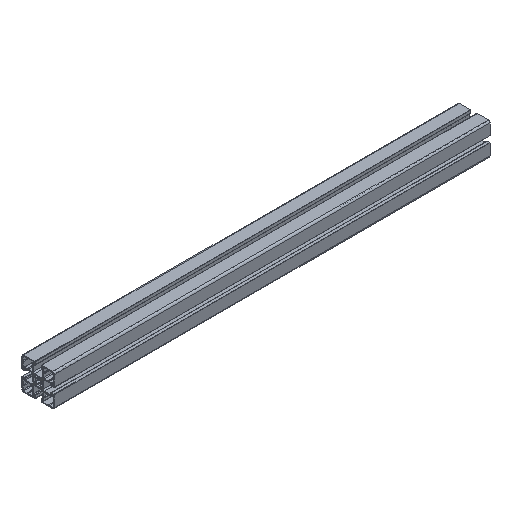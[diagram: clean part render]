
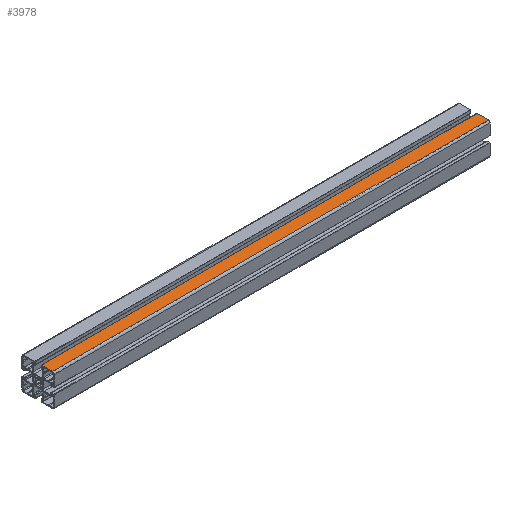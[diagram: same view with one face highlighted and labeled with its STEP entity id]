
A CAD part, isometric view. The second image highlights one B-rep face of the part: STEP entity #3978.
In plain terms, the highlighted planar face has unit normal (0, 0, 1).
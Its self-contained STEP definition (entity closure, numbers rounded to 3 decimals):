
#86=PLANE('',#4318);
#260=FACE_OUTER_BOUND('',#462,.T.);
#462=EDGE_LOOP('',(#3066,#3067,#3068,#3069));
#794=LINE('',#6418,#1202);
#795=LINE('',#6420,#1203);
#796=LINE('',#6422,#1204);
#797=LINE('',#6423,#1205);
#1202=VECTOR('',#5228,1.);
#1203=VECTOR('',#5229,1.);
#1204=VECTOR('',#5230,1.);
#1205=VECTOR('',#5231,1.);
#1810=VERTEX_POINT('',#6416);
#1811=VERTEX_POINT('',#6417);
#1812=VERTEX_POINT('',#6419);
#1813=VERTEX_POINT('',#6421);
#2338=EDGE_CURVE('',#1810,#1811,#794,.T.);
#2339=EDGE_CURVE('',#1811,#1812,#795,.T.);
#2340=EDGE_CURVE('',#1813,#1812,#796,.T.);
#2341=EDGE_CURVE('',#1810,#1813,#797,.T.);
#3066=ORIENTED_EDGE('',*,*,#2338,.T.);
#3067=ORIENTED_EDGE('',*,*,#2339,.T.);
#3068=ORIENTED_EDGE('',*,*,#2340,.F.);
#3069=ORIENTED_EDGE('',*,*,#2341,.F.);
#3978=ADVANCED_FACE('',(#260),#86,.T.);
#4318=AXIS2_PLACEMENT_3D('',#6415,#5226,#5227);
#5226=DIRECTION('center_axis',(0.,0.,1.));
#5227=DIRECTION('ref_axis',(0.,-1.,0.));
#5228=DIRECTION('',(0.,-1.,0.));
#5229=DIRECTION('',(1.,0.,0.));
#5230=DIRECTION('',(0.,-1.,0.));
#5231=DIRECTION('',(1.,0.,0.));
#6415=CARTESIAN_POINT('Origin',(0.,18.1,45.));
#6416=CARTESIAN_POINT('',(0.,18.1,45.));
#6417=CARTESIAN_POINT('',(0.,2.5,45.));
#6418=CARTESIAN_POINT('',(0.,18.1,45.));
#6419=CARTESIAN_POINT('',(609.6,2.5,45.));
#6420=CARTESIAN_POINT('',(0.,2.5,45.));
#6421=CARTESIAN_POINT('',(609.6,18.1,45.));
#6422=CARTESIAN_POINT('',(609.6,18.1,45.));
#6423=CARTESIAN_POINT('',(0.,18.1,45.));
